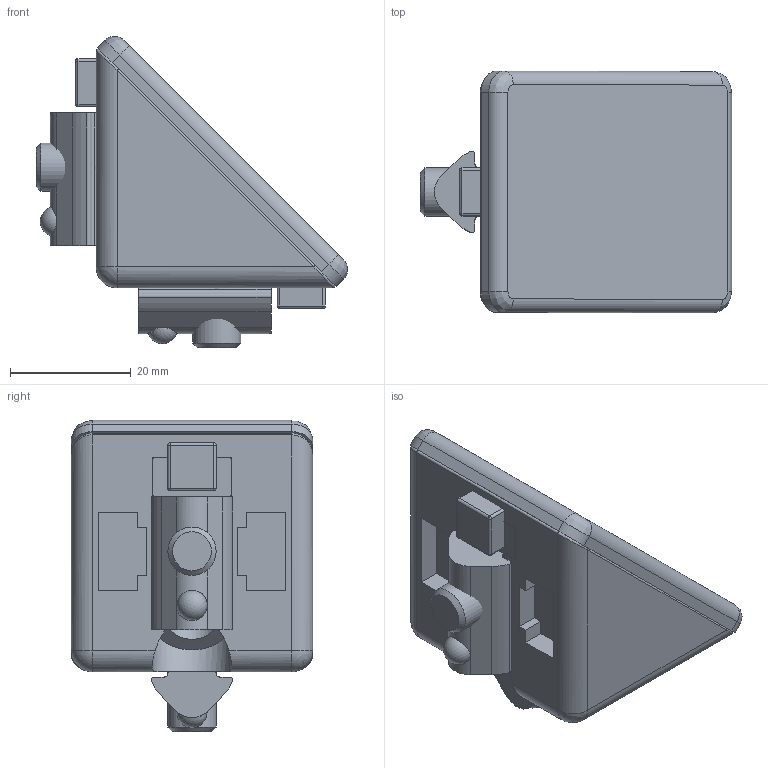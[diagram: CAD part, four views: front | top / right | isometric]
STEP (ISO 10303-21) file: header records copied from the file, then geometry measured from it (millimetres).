
FILE_DESCRIPTION((''),'2;1');
FILE_NAME('SZ0970N_A.stp','2013-08-28T07:56:13',('janine behrens'),(''),'Autodesk Inventor 2012','Autodesk Inventor 2012','');
FILE_SCHEMA(('AUTOMOTIVE_DESIGN { 1 0 10303 214 1 1 1 1 }'));
Length unit declared in the file: millimetre
Products named in the file (10): SZ0970N_A; SZ0971N_A; DIN 433-1 A 8,4; SS0616V_A; SV2102V_A; ME1631105_A; MK5100000_A; MK2402100_A; ME1900100_A; SZ0070S-A
Assembly tree (13 placements, depth 3):
  SZ0970N_A
    SZ0971N_A
    DIN 433-1 A 8,4  x2
    SS0616V_A  x2
    SV2102V_A  x2
      ME1631105_A
      MK5100000_A
      MK2402100_A
    ME1900100_A  x2
    SZ0070S-A
Bounding box: 51.59 x 40 x 51.59 mm (x, y, z)
Volume: 27420 mm3; surface area: 22078.7 mm2
Topology: 14 solids, 14 shells, 417 faces, 1087 edges, 702 vertices
Faces by surface type: plane 227, cylinder 148, sphere 16, bspline 14, cone 12
Full cylindrical faces by diameter (mm): 4.5 x4, 5.1 x2, 6.4 x2, 6.647 x2, 6.8 x2, 6.9 x2, 8 x4, 8.2 x1, 8.4 x2, 13.2 x1, 14 x2, 15 x2
Entity records: 10742 total; most frequent: CARTESIAN_POINT 2989, DIRECTION 1582, ORIENTED_EDGE 1508, EDGE_CURVE 754, AXIS2_PLACEMENT_3D 540, VERTEX_POINT 506, VECTOR 502, LINE 502
